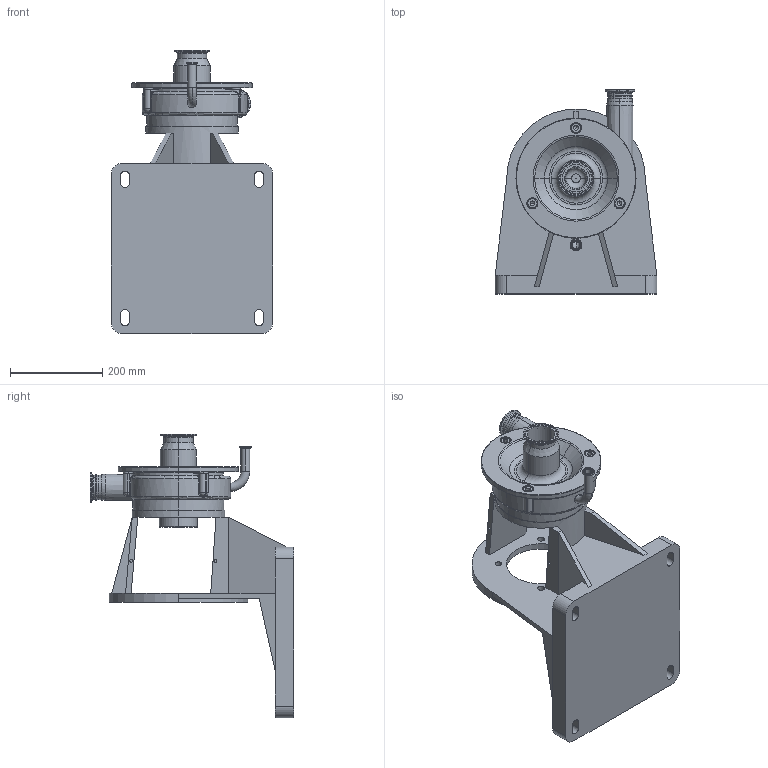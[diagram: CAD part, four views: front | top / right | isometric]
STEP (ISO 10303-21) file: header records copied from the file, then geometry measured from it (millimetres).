
FILE_DESCRIPTION (( 'STEP AP214' ), '1' );
FILE_NAME ('FP 3532 250TC VERT 3-4 IN ELBOW FRONT DRAIN.STEP', '2023-02-03T15:20:29', ( '' ), ( '' ), 'SwSTEP 2.0', 'SolidWorks 2021', '' );
FILE_SCHEMA (( 'AUTOMOTIVE_DESIGN' ));
Length unit declared in the file: millimetre
Products named in the file (1): FP 3532 250TC VERT 3-4 IN ELBOW FRONT DRAIN
Bounding box: 350 x 441 x 614.5 mm (x, y, z)
Volume: 12064091.2 mm3; surface area: 1074152.6 mm2
Topology: 1 solids, 5 shells, 526 faces, 1252 edges, 741 vertices
Faces by surface type: cylinder 170, plane 113, torus 102, cone 78, bspline 51, sphere 12
Entity records: 19182 total; most frequent: CARTESIAN_POINT 7127, DIRECTION 2647, ORIENTED_EDGE 2452, EDGE_CURVE 1226, AXIS2_PLACEMENT_3D 1124, VERTEX_POINT 740, CIRCLE 648, EDGE_LOOP 588
